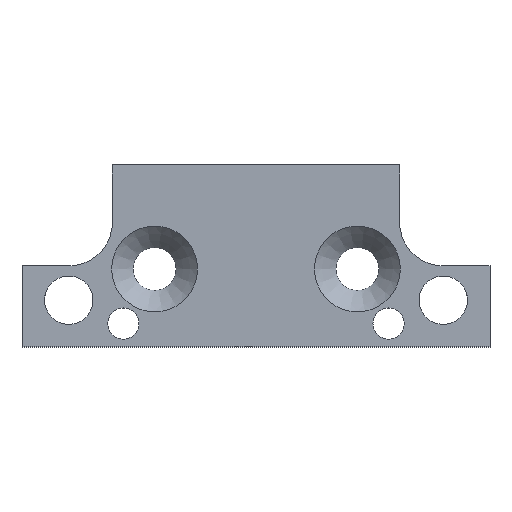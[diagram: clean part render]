
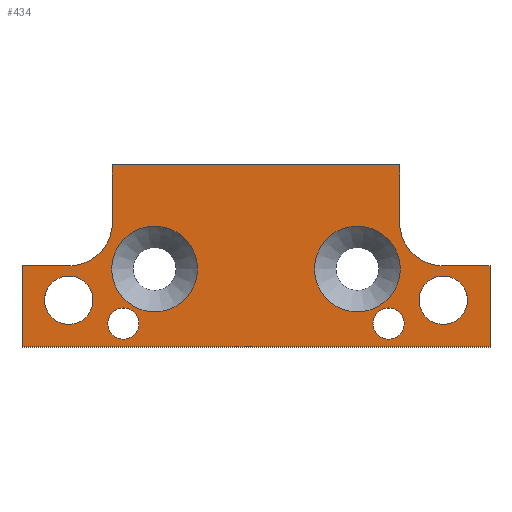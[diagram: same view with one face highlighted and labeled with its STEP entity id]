
A CAD part, top view. The second image highlights one B-rep face of the part: STEP entity #434.
In plain terms, the highlighted planar face has unit normal (0, 0, 1).
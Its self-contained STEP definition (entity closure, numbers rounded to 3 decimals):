
#31=FACE_BOUND('',#109,.T.);
#32=FACE_BOUND('',#110,.T.);
#33=FACE_BOUND('',#111,.T.);
#34=FACE_BOUND('',#112,.T.);
#35=FACE_BOUND('',#113,.T.);
#36=FACE_BOUND('',#114,.T.);
#45=CIRCLE('',#469,5.6);
#46=CIRCLE('',#473,3.1);
#47=CIRCLE('',#474,3.1);
#48=CIRCLE('',#476,3.1);
#49=CIRCLE('',#477,3.1);
#50=CIRCLE('',#479,5.6);
#51=CIRCLE('',#481,5.5);
#52=CIRCLE('',#482,5.5);
#55=CIRCLE('',#487,5.5);
#56=CIRCLE('',#488,5.5);
#59=CIRCLE('',#493,2.);
#60=CIRCLE('',#494,2.);
#61=CIRCLE('',#496,2.);
#62=CIRCLE('',#497,2.);
#82=FACE_OUTER_BOUND('',#108,.T.);
#108=EDGE_LOOP('',(#383,#384,#385,#386,#387,#388,#389,#390,#391,#392));
#109=EDGE_LOOP('',(#393,#394));
#110=EDGE_LOOP('',(#395,#396));
#111=EDGE_LOOP('',(#397,#398));
#112=EDGE_LOOP('',(#399,#400));
#113=EDGE_LOOP('',(#401,#402));
#114=EDGE_LOOP('',(#403,#404));
#117=LINE('',#637,#151);
#121=LINE('',#646,#155);
#125=LINE('',#655,#159);
#129=LINE('',#664,#163);
#135=LINE('',#690,#169);
#136=LINE('',#693,#170);
#146=LINE('',#747,#180);
#148=LINE('',#750,#182);
#151=VECTOR('',#507,10.);
#155=VECTOR('',#513,10.);
#159=VECTOR('',#519,10.);
#163=VECTOR('',#525,10.);
#169=VECTOR('',#555,10.);
#170=VECTOR('',#558,10.);
#180=VECTOR('',#622,10.);
#182=VECTOR('',#626,10.);
#185=VERTEX_POINT('',#634);
#186=VERTEX_POINT('',#636);
#189=VERTEX_POINT('',#643);
#190=VERTEX_POINT('',#645);
#193=VERTEX_POINT('',#652);
#194=VERTEX_POINT('',#654);
#197=VERTEX_POINT('',#661);
#198=VERTEX_POINT('',#663);
#207=VERTEX_POINT('',#692);
#208=VERTEX_POINT('',#696);
#209=VERTEX_POINT('',#697);
#210=VERTEX_POINT('',#702);
#211=VERTEX_POINT('',#703);
#212=VERTEX_POINT('',#710);
#213=VERTEX_POINT('',#711);
#216=VERTEX_POINT('',#722);
#217=VERTEX_POINT('',#723);
#220=VERTEX_POINT('',#734);
#221=VERTEX_POINT('',#735);
#222=VERTEX_POINT('',#740);
#223=VERTEX_POINT('',#741);
#224=VERTEX_POINT('',#746);
#227=EDGE_CURVE('',#186,#185,#117,.T.);
#231=EDGE_CURVE('',#190,#189,#121,.T.);
#235=EDGE_CURVE('',#194,#193,#125,.T.);
#239=EDGE_CURVE('',#198,#197,#129,.T.);
#253=EDGE_CURVE('',#193,#198,#45,.T.);
#254=EDGE_CURVE('',#186,#197,#135,.T.);
#255=EDGE_CURVE('',#194,#207,#136,.T.);
#257=EDGE_CURVE('',#208,#209,#46,.T.);
#258=EDGE_CURVE('',#209,#208,#47,.T.);
#260=EDGE_CURVE('',#210,#211,#48,.T.);
#261=EDGE_CURVE('',#211,#210,#49,.T.);
#263=EDGE_CURVE('',#185,#190,#50,.T.);
#264=EDGE_CURVE('',#212,#213,#51,.T.);
#265=EDGE_CURVE('',#213,#212,#52,.T.);
#270=EDGE_CURVE('',#216,#217,#55,.T.);
#271=EDGE_CURVE('',#217,#216,#56,.T.);
#276=EDGE_CURVE('',#220,#221,#59,.T.);
#277=EDGE_CURVE('',#221,#220,#60,.T.);
#279=EDGE_CURVE('',#222,#223,#61,.T.);
#280=EDGE_CURVE('',#223,#222,#62,.T.);
#282=EDGE_CURVE('',#207,#224,#146,.T.);
#284=EDGE_CURVE('',#224,#189,#148,.T.);
#383=ORIENTED_EDGE('',*,*,#227,.T.);
#384=ORIENTED_EDGE('',*,*,#263,.T.);
#385=ORIENTED_EDGE('',*,*,#231,.T.);
#386=ORIENTED_EDGE('',*,*,#284,.F.);
#387=ORIENTED_EDGE('',*,*,#282,.F.);
#388=ORIENTED_EDGE('',*,*,#255,.F.);
#389=ORIENTED_EDGE('',*,*,#235,.T.);
#390=ORIENTED_EDGE('',*,*,#253,.T.);
#391=ORIENTED_EDGE('',*,*,#239,.T.);
#392=ORIENTED_EDGE('',*,*,#254,.F.);
#393=ORIENTED_EDGE('',*,*,#257,.T.);
#394=ORIENTED_EDGE('',*,*,#258,.T.);
#395=ORIENTED_EDGE('',*,*,#260,.T.);
#396=ORIENTED_EDGE('',*,*,#261,.T.);
#397=ORIENTED_EDGE('',*,*,#264,.T.);
#398=ORIENTED_EDGE('',*,*,#265,.T.);
#399=ORIENTED_EDGE('',*,*,#270,.T.);
#400=ORIENTED_EDGE('',*,*,#271,.T.);
#401=ORIENTED_EDGE('',*,*,#276,.T.);
#402=ORIENTED_EDGE('',*,*,#277,.T.);
#403=ORIENTED_EDGE('',*,*,#279,.T.);
#404=ORIENTED_EDGE('',*,*,#280,.T.);
#414=PLANE('',#500);
#434=ADVANCED_FACE('',(#82,#31,#32,#33,#34,#35,#36),#414,.T.);
#469=AXIS2_PLACEMENT_3D('',#688,#551,#552);
#473=AXIS2_PLACEMENT_3D('',#698,#562,#563);
#474=AXIS2_PLACEMENT_3D('',#699,#564,#565);
#476=AXIS2_PLACEMENT_3D('',#704,#569,#570);
#477=AXIS2_PLACEMENT_3D('',#705,#571,#572);
#479=AXIS2_PLACEMENT_3D('',#708,#576,#577);
#481=AXIS2_PLACEMENT_3D('',#712,#580,#581);
#482=AXIS2_PLACEMENT_3D('',#713,#582,#583);
#487=AXIS2_PLACEMENT_3D('',#724,#594,#595);
#488=AXIS2_PLACEMENT_3D('',#725,#596,#597);
#493=AXIS2_PLACEMENT_3D('',#736,#608,#609);
#494=AXIS2_PLACEMENT_3D('',#737,#610,#611);
#496=AXIS2_PLACEMENT_3D('',#742,#615,#616);
#497=AXIS2_PLACEMENT_3D('',#743,#617,#618);
#500=AXIS2_PLACEMENT_3D('',#751,#627,#628);
#507=DIRECTION('',(0.,-1.,0.));
#513=DIRECTION('',(-1.,0.,0.));
#519=DIRECTION('',(-1.,0.,0.));
#525=DIRECTION('',(0.,1.,0.));
#551=DIRECTION('center_axis',(0.,0.,-1.));
#552=DIRECTION('ref_axis',(1.,0.,0.));
#555=DIRECTION('',(1.,0.,0.));
#558=DIRECTION('',(0.,-1.,0.));
#562=DIRECTION('center_axis',(0.,0.,-1.));
#563=DIRECTION('ref_axis',(1.,0.,0.));
#564=DIRECTION('center_axis',(0.,0.,-1.));
#565=DIRECTION('ref_axis',(1.,0.,0.));
#569=DIRECTION('center_axis',(0.,0.,-1.));
#570=DIRECTION('ref_axis',(1.,0.,0.));
#571=DIRECTION('center_axis',(0.,0.,-1.));
#572=DIRECTION('ref_axis',(1.,0.,0.));
#576=DIRECTION('center_axis',(0.,0.,-1.));
#577=DIRECTION('ref_axis',(1.,0.,0.));
#580=DIRECTION('center_axis',(0.,0.,-1.));
#581=DIRECTION('ref_axis',(1.,0.,0.));
#582=DIRECTION('center_axis',(0.,0.,-1.));
#583=DIRECTION('ref_axis',(1.,0.,0.));
#594=DIRECTION('center_axis',(0.,0.,-1.));
#595=DIRECTION('ref_axis',(1.,0.,0.));
#596=DIRECTION('center_axis',(0.,0.,-1.));
#597=DIRECTION('ref_axis',(1.,0.,0.));
#608=DIRECTION('center_axis',(0.,0.,-1.));
#609=DIRECTION('ref_axis',(1.,0.,0.));
#610=DIRECTION('center_axis',(0.,0.,-1.));
#611=DIRECTION('ref_axis',(1.,0.,0.));
#615=DIRECTION('center_axis',(0.,0.,-1.));
#616=DIRECTION('ref_axis',(1.,0.,0.));
#617=DIRECTION('center_axis',(0.,0.,-1.));
#618=DIRECTION('ref_axis',(1.,0.,0.));
#622=DIRECTION('',(-1.,0.,0.));
#626=DIRECTION('',(0.,1.,0.));
#627=DIRECTION('center_axis',(0.,0.,1.));
#628=DIRECTION('ref_axis',(1.,0.,0.));
#634=CARTESIAN_POINT('',(-18.4,4.333,3.8));
#636=CARTESIAN_POINT('',(-18.4,11.668,3.8));
#637=CARTESIAN_POINT('',(-18.4,2.166,3.8));
#643=CARTESIAN_POINT('',(-30.,-1.268,3.8));
#645=CARTESIAN_POINT('',(-24.,-1.268,3.8));
#646=CARTESIAN_POINT('',(-15.,-1.268,3.8));
#652=CARTESIAN_POINT('',(24.,-1.268,3.8));
#654=CARTESIAN_POINT('',(30.,-1.268,3.8));
#655=CARTESIAN_POINT('',(12.,-1.268,3.8));
#661=CARTESIAN_POINT('',(18.4,11.668,3.8));
#663=CARTESIAN_POINT('',(18.4,4.333,3.8));
#664=CARTESIAN_POINT('',(18.4,5.834,3.8));
#688=CARTESIAN_POINT('Origin',(24.,4.333,3.8));
#690=CARTESIAN_POINT('',(-30.,11.668,3.8));
#692=CARTESIAN_POINT('',(30.,-11.668,3.8));
#693=CARTESIAN_POINT('',(30.,11.668,3.8));
#696=CARTESIAN_POINT('',(27.1,-5.667,3.8));
#697=CARTESIAN_POINT('',(20.9,-5.667,3.8));
#698=CARTESIAN_POINT('Origin',(24.,-5.667,3.8));
#699=CARTESIAN_POINT('Origin',(24.,-5.667,3.8));
#702=CARTESIAN_POINT('',(-20.9,-5.667,3.8));
#703=CARTESIAN_POINT('',(-27.1,-5.667,3.8));
#704=CARTESIAN_POINT('Origin',(-24.,-5.667,3.8));
#705=CARTESIAN_POINT('Origin',(-24.,-5.667,3.8));
#708=CARTESIAN_POINT('Origin',(-24.,4.333,3.8));
#710=CARTESIAN_POINT('',(18.5,-1.668,3.8));
#711=CARTESIAN_POINT('',(7.5,-1.668,3.8));
#712=CARTESIAN_POINT('Origin',(13.,-1.668,3.8));
#713=CARTESIAN_POINT('Origin',(13.,-1.668,3.8));
#722=CARTESIAN_POINT('',(-7.5,-1.668,3.8));
#723=CARTESIAN_POINT('',(-18.5,-1.668,3.8));
#724=CARTESIAN_POINT('Origin',(-13.,-1.668,3.8));
#725=CARTESIAN_POINT('Origin',(-13.,-1.668,3.8));
#734=CARTESIAN_POINT('',(19.,-8.668,3.8));
#735=CARTESIAN_POINT('',(15.,-8.668,3.8));
#736=CARTESIAN_POINT('Origin',(17.,-8.668,3.8));
#737=CARTESIAN_POINT('Origin',(17.,-8.668,3.8));
#740=CARTESIAN_POINT('',(-15.,-8.668,3.8));
#741=CARTESIAN_POINT('',(-19.,-8.668,3.8));
#742=CARTESIAN_POINT('Origin',(-17.,-8.668,3.8));
#743=CARTESIAN_POINT('Origin',(-17.,-8.668,3.8));
#746=CARTESIAN_POINT('',(-30.,-11.668,3.8));
#747=CARTESIAN_POINT('',(30.,-11.668,3.8));
#750=CARTESIAN_POINT('',(-30.,-11.668,3.8));
#751=CARTESIAN_POINT('Origin',(0.,0.,
3.8));
